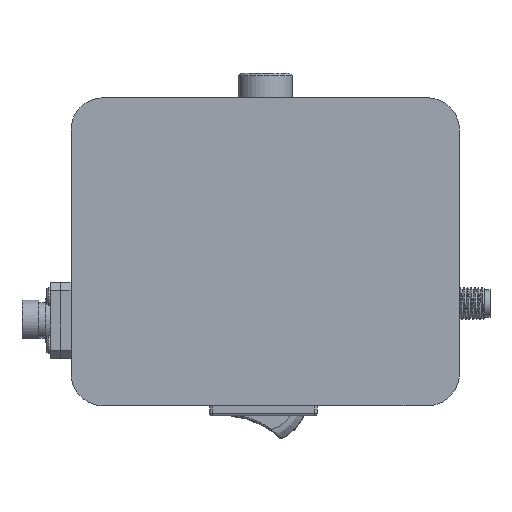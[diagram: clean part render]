
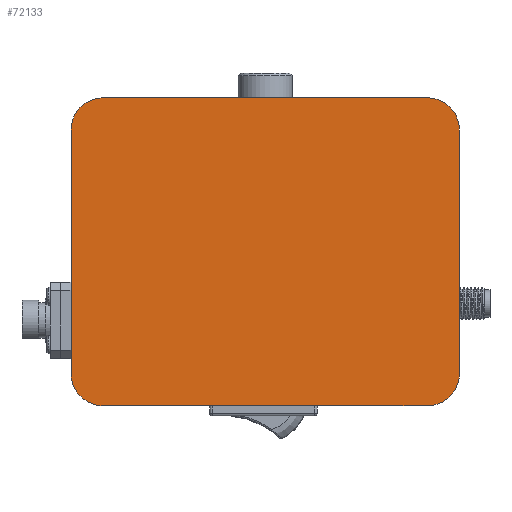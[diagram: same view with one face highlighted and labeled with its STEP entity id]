
A CAD part, front view. The second image highlights one B-rep face of the part: STEP entity #72133.
In plain terms, the highlighted planar face has unit normal (0, -1, 0).
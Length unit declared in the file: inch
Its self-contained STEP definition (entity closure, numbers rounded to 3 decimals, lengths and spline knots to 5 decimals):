
#553 = ORIENTED_EDGE ( 'NONE', *, *, #11910, .F. ) ;
#1350 = CIRCLE ( 'NONE', #52322, 0.25 ) ;
#1418 = FACE_OUTER_BOUND ( 'NONE', #47466, .T. ) ;
#2570 = CARTESIAN_POINT ( 'NONE',  ( 1.25, 0., -2.38 ) ) ;
#4524 = DIRECTION ( 'NONE',  ( 0., 0., 1. ) ) ;
#6301 = VERTEX_POINT ( 'NONE', #76224 ) ;
#7259 = DIRECTION ( 'NONE',  ( 0., 1., 0. ) ) ;
#9991 = ORIENTED_EDGE ( 'NONE', *, *, #55131, .F. ) ;
#10492 = CIRCLE ( 'NONE', #53410, 0.25 ) ;
#11806 = CARTESIAN_POINT ( 'NONE',  ( -1.5, 0., -0.25 ) ) ;
#11910 = EDGE_CURVE ( 'NONE', #6301, #49170, #40381, .T. ) ;
#13512 = CARTESIAN_POINT ( 'NONE',  ( 1.5, 0., -0.25 ) ) ;
#14432 = VERTEX_POINT ( 'NONE', #13512 ) ;
#15208 = LINE ( 'NONE', #15445, #84680 ) ;
#15445 = CARTESIAN_POINT ( 'NONE',  ( -1.25, 0., 0. ) ) ;
#16456 = CARTESIAN_POINT ( 'NONE',  ( -1.25, 0., 0. ) ) ;
#17481 = DIRECTION ( 'NONE',  ( 0., 0., 1. ) ) ;
#18288 = CARTESIAN_POINT ( 'NONE',  ( 1.25, 0., -2.13 ) ) ;
#18604 = LINE ( 'NONE', #11806, #97661 ) ;
#18902 = ORIENTED_EDGE ( 'NONE', *, *, #58966, .F. ) ;
#19775 = CARTESIAN_POINT ( 'NONE',  ( 1.25, 0., 0. ) ) ;
#20282 = EDGE_CURVE ( 'NONE', #73208, #14432, #97172, .T. ) ;
#22008 = EDGE_CURVE ( 'NONE', #44175, #70420, #1350, .T. ) ;
#23594 = ORIENTED_EDGE ( 'NONE', *, *, #94497, .F. ) ;
#25234 = AXIS2_PLACEMENT_3D ( 'NONE', #98987, #7259, #30350 ) ;
#25983 = DIRECTION ( 'NONE',  ( 0., 1., 0. ) ) ;
#27467 = VERTEX_POINT ( 'NONE', #86138 ) ;
#28234 = DIRECTION ( 'NONE',  ( 0., 0., 1. ) ) ;
#30350 = DIRECTION ( 'NONE',  ( 0., 0., 1. ) ) ;
#30877 = CARTESIAN_POINT ( 'NONE',  ( -1.25, 0., -2.38 ) ) ;
#32393 = ORIENTED_EDGE ( 'NONE', *, *, #34138, .F. ) ;
#34138 = EDGE_CURVE ( 'NONE', #27467, #44175, #18604, .T. ) ;
#36799 = CARTESIAN_POINT ( 'NONE',  ( -1.25, 0., -2.13 ) ) ;
#40356 = CARTESIAN_POINT ( 'NONE',  ( -1.5, 0., -0.25 ) ) ;
#40381 = CIRCLE ( 'NONE', #44572, 0.25 ) ;
#41918 = DIRECTION ( 'NONE',  ( 0., 1., 0. ) ) ;
#43035 = CARTESIAN_POINT ( 'NONE',  ( -1.25, 0., -2.38 ) ) ;
#43768 = VECTOR ( 'NONE', #58645, 39.37008 ) ;
#44175 = VERTEX_POINT ( 'NONE', #40356 ) ;
#44572 = AXIS2_PLACEMENT_3D ( 'NONE', #18288, #25983, #79527 ) ;
#45223 = DIRECTION ( 'NONE',  ( 0., 0., 1. ) ) ;
#47182 = LINE ( 'NONE', #43035, #89063 ) ;
#47466 = EDGE_LOOP ( 'NONE', ( #9991, #69801, #553, #18902, #90033, #23594, #84319, #32393 ) ) ;
#49170 = VERTEX_POINT ( 'NONE', #2570 ) ;
#51336 = DIRECTION ( 'NONE',  ( -1., 0., 0. ) ) ;
#52322 = AXIS2_PLACEMENT_3D ( 'NONE', #66449, #89239, #4524 ) ;
#53410 = AXIS2_PLACEMENT_3D ( 'NONE', #36799, #67645, #45223 ) ;
#55131 = EDGE_CURVE ( 'NONE', #71367, #27467, #10492, .T. ) ;
#58645 = DIRECTION ( 'NONE',  ( 0., 0., -1. ) ) ;
#58966 = EDGE_CURVE ( 'NONE', #14432, #6301, #64144, .T. ) ;
#64144 = LINE ( 'NONE', #81121, #43768 ) ;
#66449 = CARTESIAN_POINT ( 'NONE',  ( -1.25, 0., -0.25 ) ) ;
#67645 = DIRECTION ( 'NONE',  ( 0., 1., 0. ) ) ;
#69801 = ORIENTED_EDGE ( 'NONE', *, *, #74703, .F. ) ;
#70023 = DIRECTION ( 'NONE',  ( 1., 0., 0. ) ) ;
#70420 = VERTEX_POINT ( 'NONE', #16456 ) ;
#71367 = VERTEX_POINT ( 'NONE', #30877 ) ;
#72133 = ADVANCED_FACE ( 'NONE', ( #1418 ), #87161, .F. ) ;
#73208 = VERTEX_POINT ( 'NONE', #19775 ) ;
#74133 = AXIS2_PLACEMENT_3D ( 'NONE', #79386, #41918, #17481 ) ;
#74703 = EDGE_CURVE ( 'NONE', #49170, #71367, #47182, .T. ) ;
#76224 = CARTESIAN_POINT ( 'NONE',  ( 1.5, 0., -2.13 ) ) ;
#79386 = CARTESIAN_POINT ( 'NONE',  ( -1.25, 0., -2.13 ) ) ;
#79527 = DIRECTION ( 'NONE',  ( 0., 0., 1. ) ) ;
#81121 = CARTESIAN_POINT ( 'NONE',  ( 1.5, 0., -0.25 ) ) ;
#84319 = ORIENTED_EDGE ( 'NONE', *, *, #22008, .F. ) ;
#84680 = VECTOR ( 'NONE', #70023, 39.37008 ) ;
#86138 = CARTESIAN_POINT ( 'NONE',  ( -1.5, 0., -2.13 ) ) ;
#87161 = PLANE ( 'NONE',  #74133 ) ;
#89063 = VECTOR ( 'NONE', #51336, 39.37008 ) ;
#89239 = DIRECTION ( 'NONE',  ( 0., 1., 0. ) ) ;
#90033 = ORIENTED_EDGE ( 'NONE', *, *, #20282, .F. ) ;
#94497 = EDGE_CURVE ( 'NONE', #70420, #73208, #15208, .T. ) ;
#97172 = CIRCLE ( 'NONE', #25234, 0.25 ) ;
#97661 = VECTOR ( 'NONE', #28234, 39.37008 ) ;
#98987 = CARTESIAN_POINT ( 'NONE',  ( 1.25, 0., -0.25 ) ) ;
